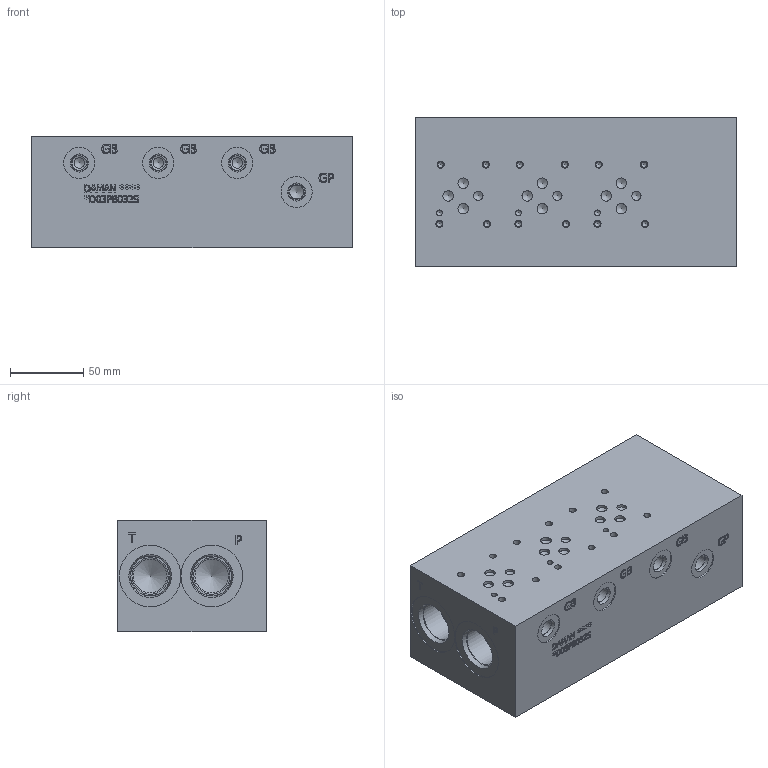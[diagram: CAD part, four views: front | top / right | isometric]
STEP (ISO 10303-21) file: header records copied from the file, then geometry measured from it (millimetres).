
FILE_DESCRIPTION(/* description */ (''),/* implementation_level */ '2;1');
FILE_NAME(/* name */ '_D03PB032S.stp',/* time_stamp */ '2021-01-21T13:42:35-05:00',/* author */ ('devonn'),/* organization */ (''),/* preprocessor_version */ 'ST-DEVELOPER v17',/* originating_system */ 'Autodesk Inventor 2019',/* authorisation */ '');
FILE_SCHEMA (('AUTOMOTIVE_DESIGN { 1 0 10303 214 3 1 1 }'));
Length unit declared in the file: millimetre
Products named in the file (1): Part_AD03PB032S_3D
Bounding box: 219.07 x 101.6 x 76.2 mm (x, y, z)
Volume: 1529603.7 mm3; surface area: 126338.8 mm2
Topology: 1 solids, 1 shells, 1137 faces, 3106 edges, 2101 vertices
Faces by surface type: plane 558, bspline 341, cylinder 133, cone 105
Full cylindrical faces by diameter (mm): 3.785 x12, 3.962 x3, 4.826 x12, 6.35 x3, 7.137 x15, 7.925 x4, 9.525 x5, 9.881 x7, 11.125 x7, 15.875 x6, 17.501 x6, 19.05 x6, 19.253 x6, 21.285 x7, 23.012 x4, 24.917 x6, 26.99 x6, 27.432 x6, 30.632 x6, 42.037 x6
Entity records: 38469 total; most frequent: CARTESIAN_POINT 10728, ORIENTED_EDGE 6112, DIRECTION 4485, EDGE_CURVE 3056, VERTEX_POINT 2101, LINE 1857, VECTOR 1857, EDGE_LOOP 1317
